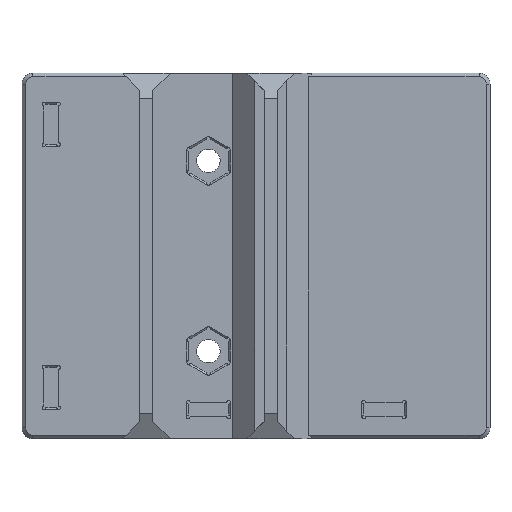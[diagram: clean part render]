
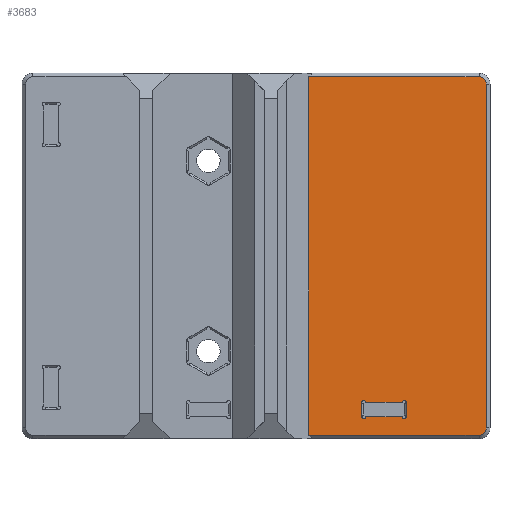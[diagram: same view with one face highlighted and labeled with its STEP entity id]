
A CAD part, top view. The second image highlights one B-rep face of the part: STEP entity #3683.
In plain terms, the highlighted planar face has unit normal (0, 0, 1).
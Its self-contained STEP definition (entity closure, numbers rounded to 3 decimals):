
#145=CIRCLE('',#3942,1.);
#146=CIRCLE('',#3943,1.);
#147=CIRCLE('',#3944,0.25);
#148=CIRCLE('',#3945,0.25);
#149=CIRCLE('',#3946,0.25);
#150=CIRCLE('',#3947,0.25);
#213=FACE_BOUND('',#649,.T.);
#270=PLANE('',#3941);
#430=FACE_OUTER_BOUND('',#648,.T.);
#648=EDGE_LOOP('',(#2920,#2921,#2922,#2923,#2924,#2925));
#649=EDGE_LOOP('',(#2926,#2927,#2928,#2929,#2930,#2931,#2932,#2933));
#963=LINE('',#5997,#1332);
#965=LINE('',#6004,#1334);
#966=LINE('',#6006,#1335);
#967=LINE('',#6008,#1336);
#968=LINE('',#6012,#1337);
#969=LINE('',#6017,#1338);
#970=LINE('',#6021,#1339);
#971=LINE('',#6025,#1340);
#1332=VECTOR('',#4523,10.);
#1334=VECTOR('',#4529,10.);
#1335=VECTOR('',#4530,10.);
#1336=VECTOR('',#4531,10.);
#1337=VECTOR('',#4534,10.);
#1338=VECTOR('',#4539,10.);
#1339=VECTOR('',#4542,10.);
#1340=VECTOR('',#4545,10.);
#1781=VERTEX_POINT('',#5994);
#1782=VERTEX_POINT('',#5996);
#1784=VERTEX_POINT('',#6002);
#1785=VERTEX_POINT('',#6003);
#1786=VERTEX_POINT('',#6005);
#1787=VERTEX_POINT('',#6007);
#1788=VERTEX_POINT('',#6009);
#1789=VERTEX_POINT('',#6011);
#1790=VERTEX_POINT('',#6014);
#1791=VERTEX_POINT('',#6016);
#1792=VERTEX_POINT('',#6018);
#1793=VERTEX_POINT('',#6020);
#1794=VERTEX_POINT('',#6022);
#1795=VERTEX_POINT('',#6024);
#2204=EDGE_CURVE('',#1781,#1782,#963,.T.);
#2207=EDGE_CURVE('',#1784,#1785,#965,.T.);
#2208=EDGE_CURVE('',#1786,#1784,#966,.T.);
#2209=EDGE_CURVE('',#1787,#1786,#967,.T.);
#2210=EDGE_CURVE('',#1788,#1787,#145,.T.);
#2211=EDGE_CURVE('',#1789,#1788,#968,.T.);
#2212=EDGE_CURVE('',#1785,#1789,#146,.T.);
#2213=EDGE_CURVE('',#1781,#1790,#147,.T.);
#2214=EDGE_CURVE('',#1790,#1791,#969,.T.);
#2215=EDGE_CURVE('',#1791,#1792,#148,.T.);
#2216=EDGE_CURVE('',#1793,#1792,#970,.T.);
#2217=EDGE_CURVE('',#1793,#1794,#149,.T.);
#2218=EDGE_CURVE('',#1794,#1795,#971,.T.);
#2219=EDGE_CURVE('',#1795,#1782,#150,.T.);
#2920=ORIENTED_EDGE('',*,*,#2207,.F.);
#2921=ORIENTED_EDGE('',*,*,#2208,.F.);
#2922=ORIENTED_EDGE('',*,*,#2209,.F.);
#2923=ORIENTED_EDGE('',*,*,#2210,.F.);
#2924=ORIENTED_EDGE('',*,*,#2211,.F.);
#2925=ORIENTED_EDGE('',*,*,#2212,.F.);
#2926=ORIENTED_EDGE('',*,*,#2204,.F.);
#2927=ORIENTED_EDGE('',*,*,#2213,.T.);
#2928=ORIENTED_EDGE('',*,*,#2214,.T.);
#2929=ORIENTED_EDGE('',*,*,#2215,.T.);
#2930=ORIENTED_EDGE('',*,*,#2216,.F.);
#2931=ORIENTED_EDGE('',*,*,#2217,.T.);
#2932=ORIENTED_EDGE('',*,*,#2218,.T.);
#2933=ORIENTED_EDGE('',*,*,#2219,.T.);
#3683=ADVANCED_FACE('',(#430,#213),#270,.T.);
#3941=AXIS2_PLACEMENT_3D('',#6001,#4527,#4528);
#3942=AXIS2_PLACEMENT_3D('',#6010,#4532,#4533);
#3943=AXIS2_PLACEMENT_3D('',#6013,#4535,#4536);
#3944=AXIS2_PLACEMENT_3D('',#6015,#4537,#4538);
#3945=AXIS2_PLACEMENT_3D('',#6019,#4540,#4541);
#3946=AXIS2_PLACEMENT_3D('',#6023,#4543,#4544);
#3947=AXIS2_PLACEMENT_3D('',#6026,#4546,#4547);
#4523=DIRECTION('',(0.,1.,0.));
#4527=DIRECTION('center_axis',(0.,0.,
1.));
#4528=DIRECTION('ref_axis',(1.,0.,0.));
#4529=DIRECTION('',(1.,0.,0.));
#4530=DIRECTION('',(0.,1.,0.));
#4531=DIRECTION('',(-1.,0.,0.));
#4532=DIRECTION('center_axis',(0.,0.,
-1.));
#4533=DIRECTION('ref_axis',(0.707,-0.707,0.));
#4534=DIRECTION('',(0.,-1.,0.));
#4535=DIRECTION('center_axis',(0.,0.,
-1.));
#4536=DIRECTION('ref_axis',(0.707,0.707,0.));
#4537=DIRECTION('center_axis',(0.,0.,
-1.));
#4538=DIRECTION('ref_axis',(1.,0.,0.));
#4539=DIRECTION('',(-1.,0.,0.));
#4540=DIRECTION('center_axis',(0.,0.,
-1.));
#4541=DIRECTION('ref_axis',(1.,0.,0.));
#4542=DIRECTION('',(0.,-1.,0.));
#4543=DIRECTION('center_axis',(0.,0.,
-1.));
#4544=DIRECTION('ref_axis',(1.,0.,0.));
#4545=DIRECTION('',(1.,0.,0.));
#4546=DIRECTION('center_axis',(0.,0.,
-1.));
#4547=DIRECTION('ref_axis',(1.,0.,0.));
#5994=CARTESIAN_POINT('',(-11.175,-22.,-25.3));
#5996=CARTESIAN_POINT('',(-11.175,-20.,-25.3));
#5997=CARTESIAN_POINT('',(-11.175,-10.,-25.3));
#6001=CARTESIAN_POINT('Origin',(-31.7,0.,-25.3));
#6002=CARTESIAN_POINT('',(-24.5,24.5,-25.3));
#6003=CARTESIAN_POINT('',(-1.2,24.5,-25.3));
#6004=CARTESIAN_POINT('',(-15.7,24.5,-25.3));
#6005=CARTESIAN_POINT('',(-24.5,-24.5,-25.3));
#6006=CARTESIAN_POINT('',(-24.5,-12.5,-25.3));
#6007=CARTESIAN_POINT('',(-1.2,-24.5,-25.3));
#6008=CARTESIAN_POINT('',(-47.7,-24.5,-25.3));
#6009=CARTESIAN_POINT('',(-0.2,-23.5,-25.3));
#6010=CARTESIAN_POINT('Origin',(-1.2,-23.5,-25.3));
#6011=CARTESIAN_POINT('',(-0.2,23.5,-25.3));
#6012=CARTESIAN_POINT('',(-0.2,-12.5,-25.3));
#6013=CARTESIAN_POINT('Origin',(-1.2,23.5,-25.3));
#6014=CARTESIAN_POINT('',(-11.675,-22.,-25.3));
#6015=CARTESIAN_POINT('Origin',(-11.425,-22.,-25.3));
#6016=CARTESIAN_POINT('',(-16.725,-22.,-25.3));
#6017=CARTESIAN_POINT('',(-21.563,-22.,-25.3));
#6018=CARTESIAN_POINT('',(-17.225,-22.,-25.3));
#6019=CARTESIAN_POINT('Origin',(-16.975,-22.,-25.3));
#6020=CARTESIAN_POINT('',(-17.225,-20.,-25.3));
#6021=CARTESIAN_POINT('',(-17.225,-11.,-25.3));
#6022=CARTESIAN_POINT('',(-16.725,-20.,-25.3));
#6023=CARTESIAN_POINT('Origin',(-16.975,-20.,-25.3));
#6024=CARTESIAN_POINT('',(-11.675,-20.,-25.3));
#6025=CARTESIAN_POINT('',(-24.338,-20.,-25.3));
#6026=CARTESIAN_POINT('Origin',(-11.425,-20.,-25.3));
